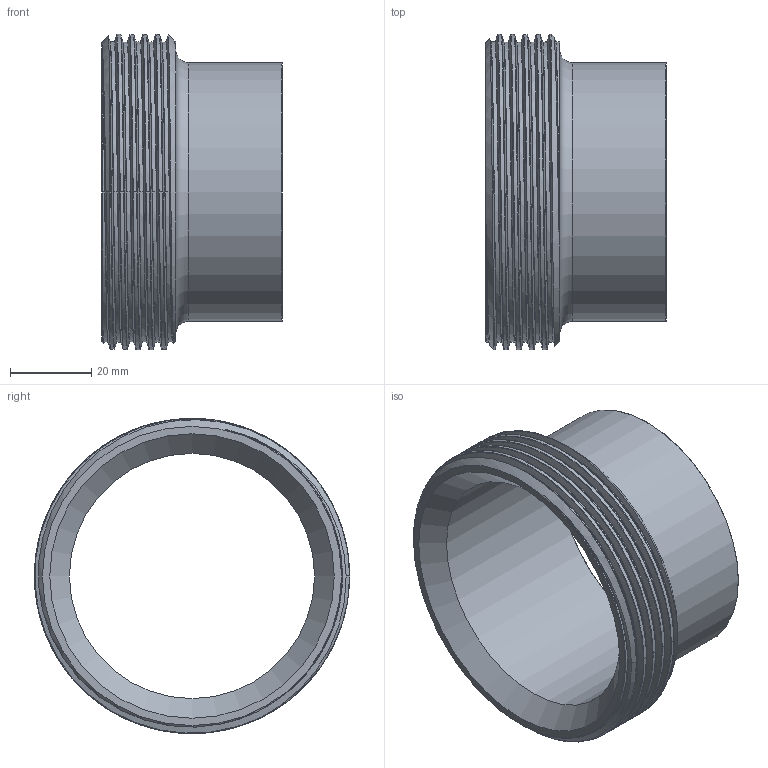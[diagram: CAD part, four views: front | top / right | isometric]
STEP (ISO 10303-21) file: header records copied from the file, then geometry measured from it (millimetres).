
FILE_DESCRIPTION(/* description */ (''),/* implementation_level */ '2;1');
FILE_NAME(/* name */ 'L15A7-2.5.stp',/* time_stamp */ '2021-05-21T11:07:58-04:00',/* author */ ('ken'),/* organization */ (''),/* preprocessor_version */ 'ST-DEVELOPER v18',/* originating_system */ 'Autodesk Inventor 2020',/* authorisation */ '');
FILE_SCHEMA (('AUTOMOTIVE_DESIGN { 1 0 10303 214 3 1 1 }'));
Length unit declared in the file: inch
Products named in the file (1): L15A7-2.5
Bounding box: 44.45 x 77.42 x 77.42 mm (x, y, z)
Volume: 35929.3 mm3; surface area: 23448.2 mm2
Topology: 1 solids, 1 shells, 31 faces, 91 edges, 63 vertices
Faces by surface type: cylinder 15, bspline 6, cone 4, torus 3, plane 3
Full cylindrical faces by diameter (mm): 60.198 x1, 63.5 x1, 73.736 x5, 77.419 x4
Entity records: 8155 total; most frequent: CARTESIAN_POINT 7343, ORIENTED_EDGE 182, DIRECTION 133, EDGE_CURVE 91, VERTEX_POINT 63, AXIS2_PLACEMENT_3D 58, B_SPLINE_CURVE_WITH_KNOTS 42, EDGE_LOOP 34
